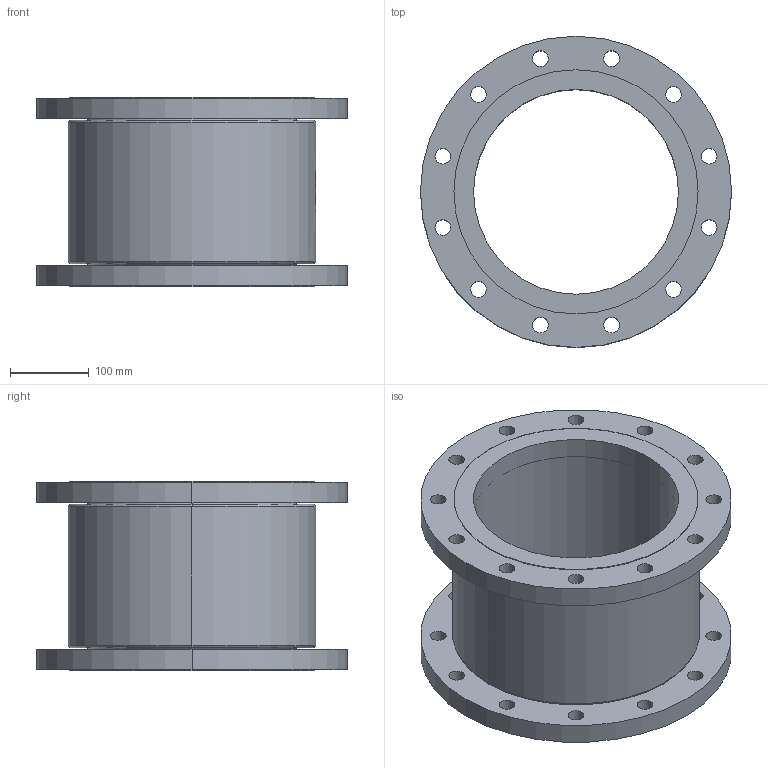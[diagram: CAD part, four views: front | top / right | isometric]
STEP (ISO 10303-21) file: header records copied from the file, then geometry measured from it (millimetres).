
FILE_DESCRIPTION (( 'STEP AP214' ), '1' );
FILE_NAME ('7150000_DN250_PN10_1197032.STEP', '2022-02-02T09:52:28', ( 'axxx' ), ( 'Hewlett-Packard Company' ), 'SwSTEP 2.0', 'SolidWorks 2019', '' );
FILE_SCHEMA (( 'AUTOMOTIVE_DESIGN' ));
Length unit declared in the file: millimetre
Products named in the file (1): 7150000_DN250_PN10_1197032
Bounding box: 395 x 395 x 240 mm (x, y, z)
Volume: 7892494.2 mm3; surface area: 789483.5 mm2
Topology: 1 solids, 1 shells, 536 faces, 1403 edges, 934 vertices
Faces by surface type: plane 234, bspline 216, cylinder 78, torus 8
Entity records: 28856 total; most frequent: CARTESIAN_POINT 16928, ORIENTED_EDGE 2806, DIRECTION 1766, EDGE_CURVE 1403, VERTEX_POINT 934, VECTOR 730, LINE 730, EDGE_LOOP 651
